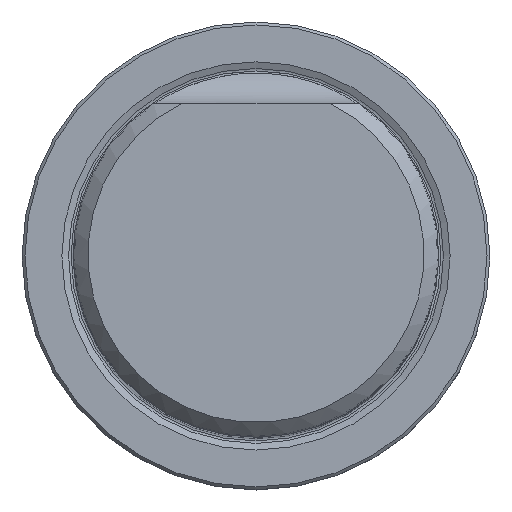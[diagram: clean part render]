
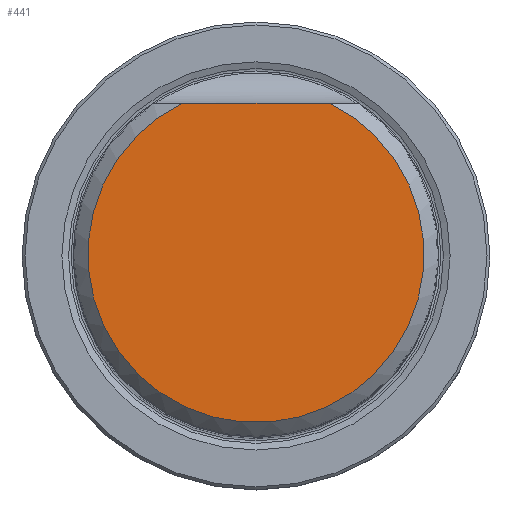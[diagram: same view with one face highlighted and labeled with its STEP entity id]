
A CAD part, top view. The second image highlights one B-rep face of the part: STEP entity #441.
In plain terms, the highlighted planar face has unit normal (0, 0, 1).
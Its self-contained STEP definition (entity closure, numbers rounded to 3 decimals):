
#320=PLANE('',#4598);
#441=ADVANCED_FACE('CU_SU_1',(#741),#320,.F.);
#741=FACE_OUTER_BOUND('',#977,.T.);
#977=EDGE_LOOP('',(#2187,#2188));
#1250=CIRCLE('',#4597,11.497);
#1377=LINE('',#6830,#1596);
#1596=VECTOR('',#5194,1.);
#2187=ORIENTED_EDGE('',*,*,#3814,.F.);
#2188=ORIENTED_EDGE('',*,*,#3815,.F.);
#3374=VERTEX_POINT('',#6828);
#3375=VERTEX_POINT('',#6829);
#3814=EDGE_CURVE('',#3374,#3375,#1250,.T.);
#3815=EDGE_CURVE('',#3375,#3374,#1377,.T.);
#4597=AXIS2_PLACEMENT_3D('',#6827,#5192,#5193);
#4598=AXIS2_PLACEMENT_3D('',#6831,#5195,#5196);
#5192=DIRECTION('',(0.,0.,-1.));
#5193=DIRECTION('',(0.,-1.,0.));
#5194=DIRECTION('',(1.,0.,0.));
#5195=DIRECTION('',(0.,0.,-1.));
#5196=DIRECTION('',(0.,-1.,0.));
#6827=CARTESIAN_POINT('',(0.,0.,56.));
#6828=CARTESIAN_POINT('',(4.999,10.353,56.));
#6829=CARTESIAN_POINT('',(-4.999,10.353,56.));
#6830=CARTESIAN_POINT('',(-12.497,10.353,56.));
#6831=CARTESIAN_POINT('',(0.,0.,56.));
